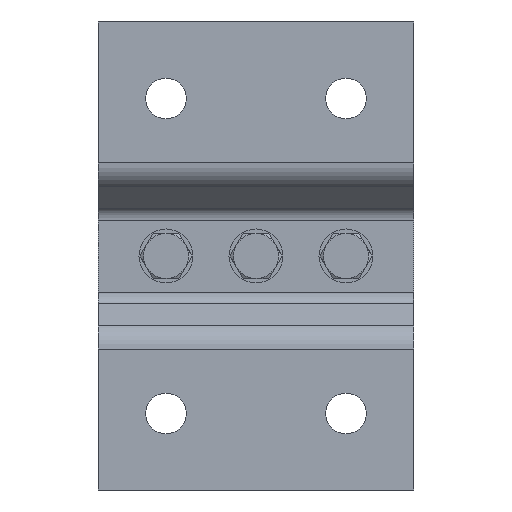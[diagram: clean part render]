
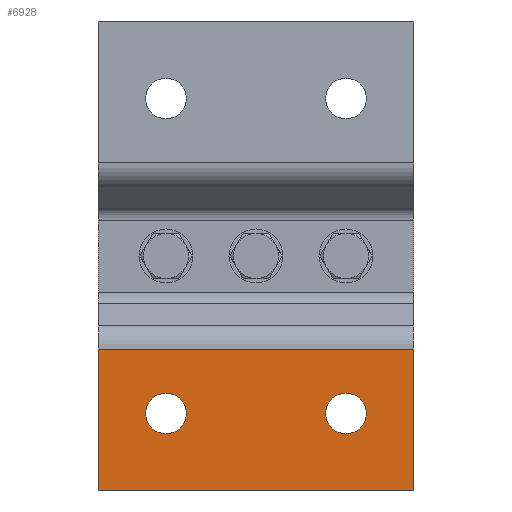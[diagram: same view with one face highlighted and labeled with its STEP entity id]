
A CAD part, front view. The second image highlights one B-rep face of the part: STEP entity #6928.
In plain terms, the highlighted planar face has unit normal (0, -1, 0).
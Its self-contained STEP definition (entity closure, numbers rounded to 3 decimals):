
#847=DIRECTION('',(0.,0.,1.));
#848=VECTOR('',#847,31.304);
#849=CARTESIAN_POINT('',(-35.,-18.99,-52.));
#850=LINE('',#849,#848);
#851=DIRECTION('',(0.,0.,-1.));
#852=VECTOR('',#851,31.304);
#853=CARTESIAN_POINT('',(35.,-18.99,-20.696));
#854=LINE('',#853,#852);
#855=DIRECTION('',(-1.,0.,0.));
#856=VECTOR('',#855,70.);
#857=CARTESIAN_POINT('',(35.,-18.99,-52.));
#858=LINE('',#857,#856);
#859=CARTESIAN_POINT('',(20.,-18.99,-35.));
#860=DIRECTION('',(0.,-1.,0.));
#861=DIRECTION('',(-1.,0.,0.));
#862=AXIS2_PLACEMENT_3D('',#859,#860,#861);
#864=CARTESIAN_POINT('',(20.,-18.99,-35.));
#865=DIRECTION('',(0.,-1.,0.));
#866=DIRECTION('',(1.,0.,0.));
#867=AXIS2_PLACEMENT_3D('',#864,#865,#866);
#869=CARTESIAN_POINT('',(-20.,-18.99,-35.));
#870=DIRECTION('',(0.,-1.,0.));
#871=DIRECTION('',(-1.,0.,0.));
#872=AXIS2_PLACEMENT_3D('',#869,#870,#871);
#874=CARTESIAN_POINT('',(-20.,-18.99,-35.));
#875=DIRECTION('',(0.,-1.,0.));
#876=DIRECTION('',(1.,0.,0.));
#877=AXIS2_PLACEMENT_3D('',#874,#875,#876);
#879=DIRECTION('',(-1.,0.,0.));
#880=VECTOR('',#879,70.);
#881=CARTESIAN_POINT('',(35.,-18.99,-20.696));
#882=LINE('',#881,#880);
#5041=CARTESIAN_POINT('',(35.,-18.99,-20.696));
#5042=VERTEX_POINT('',#5041);
#5045=CARTESIAN_POINT('',(-35.,-18.99,-20.696));
#5046=VERTEX_POINT('',#5045);
#5047=CARTESIAN_POINT('',(-35.,-18.99,-52.));
#5048=VERTEX_POINT('',#5047);
#5049=CARTESIAN_POINT('',(35.,-18.99,-52.));
#5050=VERTEX_POINT('',#5049);
#5051=CARTESIAN_POINT('',(15.5,-18.99,-35.));
#5052=CARTESIAN_POINT('',(24.5,-18.99,-35.));
#5053=VERTEX_POINT('',#5051);
#5054=VERTEX_POINT('',#5052);
#5055=CARTESIAN_POINT('',(-24.5,-18.99,-35.));
#5056=CARTESIAN_POINT('',(-15.5,-18.99,-35.));
#5057=VERTEX_POINT('',#5055);
#5058=VERTEX_POINT('',#5056);
#6904=CARTESIAN_POINT('',(-35.,-18.99,-15.5));
#6905=DIRECTION('',(0.,-1.,0.));
#6906=DIRECTION('',(-1.,0.,0.));
#6907=AXIS2_PLACEMENT_3D('',#6904,#6905,#6906);
#6908=PLANE('',#6907);
#6909=ORIENTED_EDGE('',*,*,#5933,.T.);
#6911=ORIENTED_EDGE('',*,*,#6910,.F.);
#6912=ORIENTED_EDGE('',*,*,#6073,.T.);
#6913=ORIENTED_EDGE('',*,*,#6889,.T.);
#6914=EDGE_LOOP('',(#6909,#6911,#6912,#6913));
#6915=FACE_OUTER_BOUND('',#6914,.F.);
#6917=ORIENTED_EDGE('',*,*,#6916,.T.);
#6919=ORIENTED_EDGE('',*,*,#6918,.T.);
#6920=EDGE_LOOP('',(#6917,#6919));
#6921=FACE_BOUND('',#6920,.F.);
#6923=ORIENTED_EDGE('',*,*,#6922,.T.);
#6925=ORIENTED_EDGE('',*,*,#6924,.T.);
#6926=EDGE_LOOP('',(#6923,#6925));
#6927=FACE_BOUND('',#6926,.F.);
#6928=ADVANCED_FACE('',(#6915,#6921,#6927),#6908,.T.);
#863=CIRCLE('',#862,4.5);
#868=CIRCLE('',#867,4.5);
#873=CIRCLE('',#872,4.5);
#878=CIRCLE('',#877,4.5);
#5933=EDGE_CURVE('',#5048,#5046,#850,.T.);
#6073=EDGE_CURVE('',#5042,#5050,#854,.T.);
#6889=EDGE_CURVE('',#5050,#5048,#858,.T.);
#6910=EDGE_CURVE('',#5042,#5046,#882,.T.);
#6916=EDGE_CURVE('',#5053,#5054,#863,.T.);
#6918=EDGE_CURVE('',#5054,#5053,#868,.T.);
#6922=EDGE_CURVE('',#5057,#5058,#873,.T.);
#6924=EDGE_CURVE('',#5058,#5057,#878,.T.);
